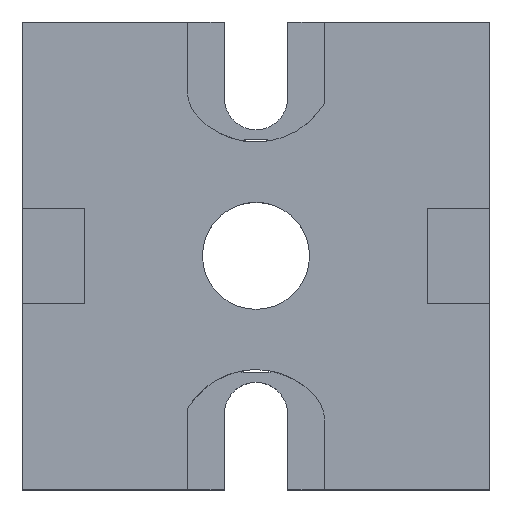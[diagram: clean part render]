
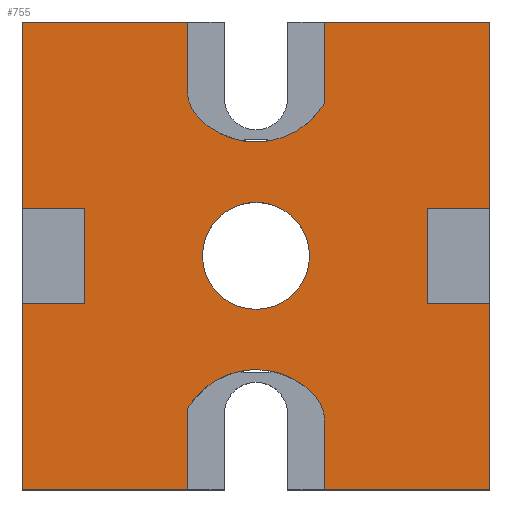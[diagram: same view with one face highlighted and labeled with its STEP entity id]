
A CAD part, top view. The second image highlights one B-rep face of the part: STEP entity #755.
In plain terms, the highlighted planar face has unit normal (0, 0, 1).
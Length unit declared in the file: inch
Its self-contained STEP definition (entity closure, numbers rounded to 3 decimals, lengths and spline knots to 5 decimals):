
#63=LINE('',#1141,#145);
#65=LINE('',#1145,#147);
#67=LINE('',#1149,#149);
#69=LINE('',#1153,#151);
#73=LINE('',#1161,#155);
#78=LINE('',#1173,#160);
#84=LINE('',#1189,#166);
#88=LINE('',#1196,#170);
#91=LINE('',#1202,#173);
#95=LINE('',#1212,#177);
#99=LINE('',#1219,#181);
#102=LINE('',#1225,#184);
#104=LINE('',#1229,#186);
#105=LINE('',#1231,#187);
#107=LINE('',#1234,#189);
#108=LINE('',#1236,#190);
#109=LINE('',#1238,#191);
#111=LINE('',#1241,#193);
#145=VECTOR('',#919,0.26);
#147=VECTOR('',#923,0.21924);
#149=VECTOR('',#927,0.26);
#151=VECTOR('',#931,0.21924);
#155=VECTOR('',#941,0.53);
#160=VECTOR('',#956,0.53);
#166=VECTOR('',#972,0.2);
#170=VECTOR('',#978,0.305);
#173=VECTOR('',#983,0.2);
#177=VECTOR('',#991,0.2);
#181=VECTOR('',#997,0.305);
#184=VECTOR('',#1002,0.2);
#186=VECTOR('',#1008,0.597);
#187=VECTOR('',#1009,0.598);
#189=VECTOR('',#1013,0.53);
#190=VECTOR('',#1016,0.598);
#191=VECTOR('',#1017,0.597);
#193=VECTOR('',#1021,0.53);
#220=PLANE('',#817);
#226=FACE_BOUND('',#304,.T.);
#262=FACE_OUTER_BOUND('',#303,.T.);
#303=EDGE_LOOP('',(#696,#697,#698,#699,#700,#701,#702,#703,#704,#705,#706,
#707,#708,#709,#710,#711,#712,#713,#714,#715,#716,#717));
#304=EDGE_LOOP('',(#718));
#314=CIRCLE('',#771,0.125);
#318=CIRCLE('',#777,0.2561);
#321=CIRCLE('',#781,0.125);
#325=CIRCLE('',#787,0.2561);
#328=CIRCLE('',#804,0.1715);
#353=VERTEX_POINT('',#1080);
#354=VERTEX_POINT('',#1082);
#362=VERTEX_POINT('',#1103);
#365=VERTEX_POINT('',#1111);
#366=VERTEX_POINT('',#1113);
#374=VERTEX_POINT('',#1134);
#375=VERTEX_POINT('',#1139);
#376=VERTEX_POINT('',#1143);
#377=VERTEX_POINT('',#1147);
#378=VERTEX_POINT('',#1151);
#379=VERTEX_POINT('',#1160);
#381=VERTEX_POINT('',#1172);
#382=VERTEX_POINT('',#1180);
#385=VERTEX_POINT('',#1186);
#386=VERTEX_POINT('',#1188);
#388=VERTEX_POINT('',#1194);
#390=VERTEX_POINT('',#1200);
#393=VERTEX_POINT('',#1209);
#394=VERTEX_POINT('',#1211);
#396=VERTEX_POINT('',#1217);
#398=VERTEX_POINT('',#1223);
#399=VERTEX_POINT('',#1230);
#400=VERTEX_POINT('',#1237);
#425=EDGE_CURVE('',#353,#354,#314,.T.);
#436=EDGE_CURVE('',#362,#354,#318,.T.);
#441=EDGE_CURVE('',#365,#366,#321,.T.);
#452=EDGE_CURVE('',#374,#366,#325,.T.);
#456=EDGE_CURVE('',#375,#374,#63,.T.);
#458=EDGE_CURVE('',#365,#376,#65,.T.);
#460=EDGE_CURVE('',#377,#362,#67,.T.);
#462=EDGE_CURVE('',#353,#378,#69,.T.);
#466=EDGE_CURVE('',#375,#379,#73,.T.);
#472=EDGE_CURVE('',#377,#381,#78,.T.);
#476=EDGE_CURVE('',#382,#382,#328,.T.);
#479=EDGE_CURVE('',#386,#385,#84,.T.);
#483=EDGE_CURVE('',#385,#388,#88,.T.);
#486=EDGE_CURVE('',#388,#390,#91,.T.);
#490=EDGE_CURVE('',#394,#393,#95,.T.);
#494=EDGE_CURVE('',#393,#396,#99,.T.);
#497=EDGE_CURVE('',#396,#398,#102,.T.);
#499=EDGE_CURVE('',#381,#398,#104,.T.);
#500=EDGE_CURVE('',#394,#399,#105,.T.);
#502=EDGE_CURVE('',#399,#376,#107,.T.);
#503=EDGE_CURVE('',#379,#390,#108,.T.);
#504=EDGE_CURVE('',#386,#400,#109,.T.);
#506=EDGE_CURVE('',#400,#378,#111,.T.);
#696=ORIENTED_EDGE('',*,*,#458,.T.);
#697=ORIENTED_EDGE('',*,*,#502,.F.);
#698=ORIENTED_EDGE('',*,*,#500,.F.);
#699=ORIENTED_EDGE('',*,*,#490,.T.);
#700=ORIENTED_EDGE('',*,*,#494,.T.);
#701=ORIENTED_EDGE('',*,*,#497,.T.);
#702=ORIENTED_EDGE('',*,*,#499,.F.);
#703=ORIENTED_EDGE('',*,*,#472,.F.);
#704=ORIENTED_EDGE('',*,*,#460,.T.);
#705=ORIENTED_EDGE('',*,*,#436,.T.);
#706=ORIENTED_EDGE('',*,*,#425,.F.);
#707=ORIENTED_EDGE('',*,*,#462,.T.);
#708=ORIENTED_EDGE('',*,*,#506,.F.);
#709=ORIENTED_EDGE('',*,*,#504,.F.);
#710=ORIENTED_EDGE('',*,*,#479,.T.);
#711=ORIENTED_EDGE('',*,*,#483,.T.);
#712=ORIENTED_EDGE('',*,*,#486,.T.);
#713=ORIENTED_EDGE('',*,*,#503,.F.);
#714=ORIENTED_EDGE('',*,*,#466,.F.);
#715=ORIENTED_EDGE('',*,*,#456,.T.);
#716=ORIENTED_EDGE('',*,*,#452,.T.);
#717=ORIENTED_EDGE('',*,*,#441,.F.);
#718=ORIENTED_EDGE('',*,*,#476,.T.);
#755=ADVANCED_FACE('',(#262,#226),#220,.T.);
#771=AXIS2_PLACEMENT_3D('',#1083,#863,#864);
#777=AXIS2_PLACEMENT_3D('',#1104,#882,#883);
#781=AXIS2_PLACEMENT_3D('',#1114,#892,#893);
#787=AXIS2_PLACEMENT_3D('',#1135,#911,#912);
#804=AXIS2_PLACEMENT_3D('',#1181,#966,#967);
#817=AXIS2_PLACEMENT_3D('',#1242,#1022,#1023);
#863=DIRECTION('center_axis',(0.,0.,1.));
#864=DIRECTION('ref_axis',(-0.929,-0.371,0.));
#882=DIRECTION('center_axis',(0.,0.,-1.));
#883=DIRECTION('ref_axis',(-0.859,-0.512,0.));
#892=DIRECTION('center_axis',(0.,0.,1.));
#893=DIRECTION('ref_axis',(0.929,0.371,0.));
#911=DIRECTION('center_axis',(0.,0.,-1.));
#912=DIRECTION('ref_axis',(0.859,0.512,0.));
#919=DIRECTION('',(0.,1.,0.));
#923=DIRECTION('',(0.,-1.,0.));
#927=DIRECTION('',(0.,-1.,0.));
#931=DIRECTION('',(0.,1.,0.));
#941=DIRECTION('',(-1.,0.,0.));
#956=DIRECTION('',(1.,0.,0.));
#966=DIRECTION('center_axis',(0.,0.,-1.));
#967=DIRECTION('ref_axis',(1.,0.,0.));
#972=DIRECTION('',(1.,0.,0.));
#978=DIRECTION('',(0.,-1.,0.));
#983=DIRECTION('',(-1.,0.,0.));
#991=DIRECTION('',(-1.,0.,0.));
#997=DIRECTION('',(0.,1.,0.));
#1002=DIRECTION('',(1.,0.,0.));
#1008=DIRECTION('',(0.,-1.,0.));
#1009=DIRECTION('',(0.,-1.,0.));
#1013=DIRECTION('',(-1.,0.,0.));
#1016=DIRECTION('',(0.,1.,0.));
#1017=DIRECTION('',(0.,1.,0.));
#1021=DIRECTION('',(1.,0.,0.));
#1022=DIRECTION('center_axis',(0.,0.,1.));
#1023=DIRECTION('ref_axis',(1.,0.,0.));
#1080=CARTESIAN_POINT('',(-0.8551,0.24936,0.67));
#1082=CARTESIAN_POINT('',(-0.82068,0.16322,0.67));
#1083=CARTESIAN_POINT('Origin',(-0.7301,0.24936,0.67));
#1103=CARTESIAN_POINT('',(-0.4151,0.2086,0.67));
#1104=CARTESIAN_POINT('Origin',(-0.6351,0.3397,0.67));
#1111=CARTESIAN_POINT('',(-0.4151,-0.81215,0.67));
#1113=CARTESIAN_POINT('',(-0.44952,-0.72601,0.67));
#1114=CARTESIAN_POINT('Origin',(-0.5401,-0.81215,0.67));
#1134=CARTESIAN_POINT('',(-0.8551,-0.7714,0.67));
#1135=CARTESIAN_POINT('Origin',(-0.6351,-0.9025,0.67));
#1139=CARTESIAN_POINT('',(-0.8551,-1.0314,0.67));
#1141=CARTESIAN_POINT('',(-0.8551,-1.0314,0.67));
#1143=CARTESIAN_POINT('',(-0.4151,-1.0314,0.67));
#1145=CARTESIAN_POINT('',(-0.4151,-0.81215,0.67));
#1147=CARTESIAN_POINT('',(-0.4151,0.4686,0.67));
#1149=CARTESIAN_POINT('',(-0.4151,0.4686,0.67));
#1151=CARTESIAN_POINT('',(-0.8551,0.4686,0.67));
#1153=CARTESIAN_POINT('',(-0.8551,0.24936,0.67));
#1160=CARTESIAN_POINT('',(-1.3851,-1.0314,0.67));
#1161=CARTESIAN_POINT('',(-0.8551,-1.0314,0.67));
#1172=CARTESIAN_POINT('',(0.1149,0.4686,0.67));
#1173=CARTESIAN_POINT('',(-0.4151,0.4686,0.67));
#1180=CARTESIAN_POINT('',(-0.8066,-0.2814,0.67));
#1181=CARTESIAN_POINT('Origin',(-0.6351,-0.2814,0.67));
#1186=CARTESIAN_POINT('',(-1.1851,-0.1284,0.67));
#1188=CARTESIAN_POINT('',(-1.3851,-0.1284,0.67));
#1189=CARTESIAN_POINT('',(-1.3851,-0.1284,0.67));
#1194=CARTESIAN_POINT('',(-1.1851,-0.4334,0.67));
#1196=CARTESIAN_POINT('',(-1.1851,-0.1284,0.67));
#1200=CARTESIAN_POINT('',(-1.3851,-0.4334,0.67));
#1202=CARTESIAN_POINT('',(-1.1851,-0.4334,0.67));
#1209=CARTESIAN_POINT('',(-0.0851,-0.4334,0.67));
#1211=CARTESIAN_POINT('',(0.1149,-0.4334,0.67));
#1212=CARTESIAN_POINT('',(0.1149,-0.4334,0.67));
#1217=CARTESIAN_POINT('',(-0.0851,-0.1284,0.67));
#1219=CARTESIAN_POINT('',(-0.0851,-0.4334,0.67));
#1223=CARTESIAN_POINT('',(0.1149,-0.1284,0.67));
#1225=CARTESIAN_POINT('',(-0.0851,-0.1284,0.67));
#1229=CARTESIAN_POINT('',(0.1149,0.4686,0.67));
#1230=CARTESIAN_POINT('',(0.1149,-1.0314,0.67));
#1231=CARTESIAN_POINT('',(0.1149,-0.4334,0.67));
#1234=CARTESIAN_POINT('',(0.1149,-1.0314,0.67));
#1236=CARTESIAN_POINT('',(-1.3851,-1.0314,0.67));
#1237=CARTESIAN_POINT('',(-1.3851,0.4686,0.67));
#1238=CARTESIAN_POINT('',(-1.3851,-0.1284,0.67));
#1241=CARTESIAN_POINT('',(-1.3851,0.4686,0.67));
#1242=CARTESIAN_POINT('Origin',(-1.4601,-1.1064,0.67));
